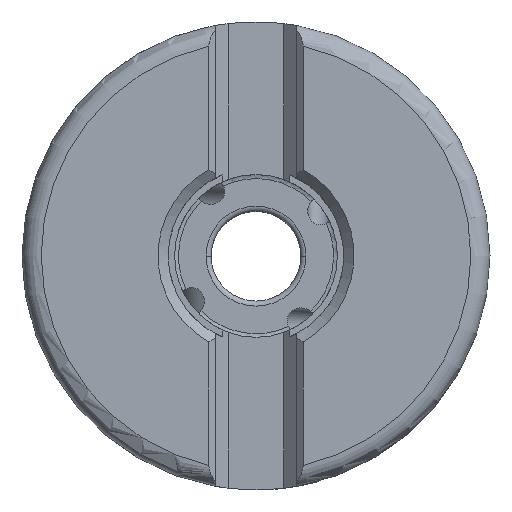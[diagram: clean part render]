
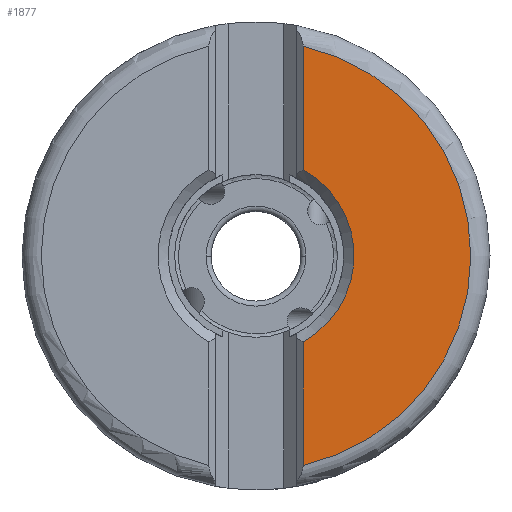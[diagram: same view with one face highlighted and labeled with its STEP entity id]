
A CAD part, top view. The second image highlights one B-rep face of the part: STEP entity #1877.
In plain terms, the highlighted planar face has unit normal (0, 0, 1).
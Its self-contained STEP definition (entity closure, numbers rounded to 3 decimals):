
#683=FACE_OUTER_BOUND('',#2612,.T.);
#1877=ADVANCED_FACE('',(#683),#2287,.T.);
#2287=PLANE('',#10893);
#2612=EDGE_LOOP('',(#5067,#5068,#5069,#5070,#5071));
#3113=CIRCLE('',#10886,7.65);
#3114=CIRCLE('',#10889,16.757);
#3115=CIRCLE('',#10890,16.757);
#5067=ORIENTED_EDGE('',*,*,#8692,.F.);
#5068=ORIENTED_EDGE('',*,*,#8699,.F.);
#5069=ORIENTED_EDGE('',*,*,#8697,.F.);
#5070=ORIENTED_EDGE('',*,*,#8696,.F.);
#5071=ORIENTED_EDGE('',*,*,#8694,.F.);
#7376=VERTEX_POINT('',#20768);
#7377=VERTEX_POINT('',#20770);
#7378=VERTEX_POINT('',#20779);
#7379=VERTEX_POINT('',#20792);
#7380=VERTEX_POINT('',#20794);
#8692=EDGE_CURVE('',#7376,#7377,#3113,.T.);
#8694=EDGE_CURVE('',#7377,#7378,#9585,.T.);
#8696=EDGE_CURVE('',#7378,#7379,#3114,.T.);
#8697=EDGE_CURVE('',#7379,#7380,#3115,.T.);
#8699=EDGE_CURVE('',#7380,#7376,#9586,.T.);
#9585=LINE('',#20778,#10015);
#9586=LINE('',#20806,#10016);
#10015=VECTOR('',#12888,1.);
#10016=VECTOR('',#12897,1.);
#10886=AXIS2_PLACEMENT_3D('',#20769,#12884,#12885);
#10889=AXIS2_PLACEMENT_3D('',#20791,#12891,#12892);
#10890=AXIS2_PLACEMENT_3D('',#20793,#12893,#12894);
#10893=AXIS2_PLACEMENT_3D('',#20808,#12900,#12901);
#12884=DIRECTION('',(0.,0.,1.));
#12885=DIRECTION('',(0.48,-0.877,0.));
#12888=DIRECTION('',(0.,1.,0.));
#12891=DIRECTION('',(0.,0.,-1.));
#12892=DIRECTION('',(0.219,0.976,0.));
#12893=DIRECTION('',(0.,0.,-1.));
#12894=DIRECTION('',(1.,-0.001,0.));
#12897=DIRECTION('',(0.,1.,0.));
#12900=DIRECTION('',(0.,0.,1.));
#12901=DIRECTION('',(-1.,0.,0.));
#20768=CARTESIAN_POINT('',(3.675,-6.709,0.));
#20769=CARTESIAN_POINT('',(0.,0.,0.));
#20770=CARTESIAN_POINT('',(3.675,6.709,0.));
#20778=CARTESIAN_POINT('',(3.675,6.709,0.));
#20779=CARTESIAN_POINT('',(3.675,16.349,0.));
#20791=CARTESIAN_POINT('',(0.,0.,0.));
#20792=CARTESIAN_POINT('',(16.756,-0.02,0.));
#20793=CARTESIAN_POINT('',(0.,0.,0.));
#20794=CARTESIAN_POINT('',(3.675,-16.349,0.));
#20806=CARTESIAN_POINT('',(3.675,-16.349,0.));
#20808=CARTESIAN_POINT('',(10.216,0.,0.));
